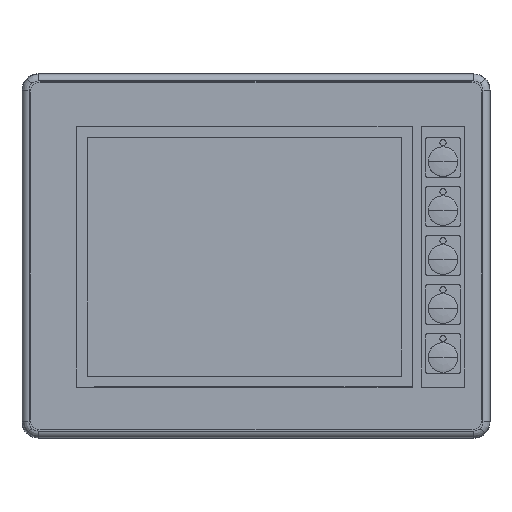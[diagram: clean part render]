
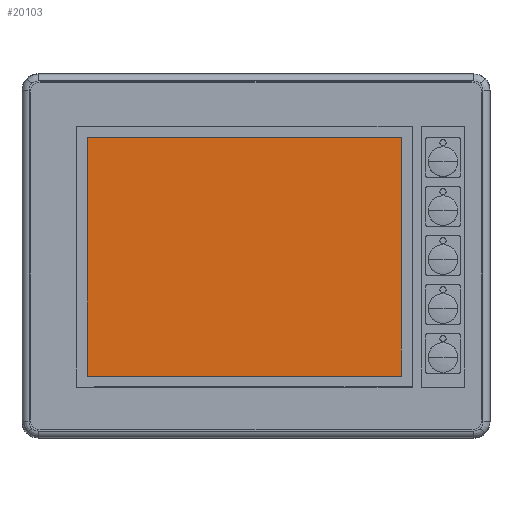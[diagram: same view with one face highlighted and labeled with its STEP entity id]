
A CAD part, top view. The second image highlights one B-rep face of the part: STEP entity #20103.
In plain terms, the highlighted planar face has unit normal (0, 0, 1).
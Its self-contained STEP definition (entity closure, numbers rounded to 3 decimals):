
#7696 = DIRECTION ( 'NONE',  ( 1., 0.001, 0. ) ) ;
#7697 = VECTOR ( 'NONE', #7696, 1000. ) ;
#7698 = CARTESIAN_POINT ( 'NONE',  ( -62.775, -44.723, 6. ) ) ;
#7699 = LINE ( 'NONE', #7698, #7697 ) ;
#7701 = CARTESIAN_POINT ( 'NONE',  ( 54.025, -44.652, 6. ) ) ;
#7702 = CARTESIAN_POINT ( 'NONE',  ( -62.775, -44.723, 6. ) ) ;
#7706 = CARTESIAN_POINT ( 'NONE',  ( -62.775, 44.075, 6. ) ) ;
#7720 = DIRECTION ( 'NONE',  ( 0., -1., 0. ) ) ;
#7721 = VECTOR ( 'NONE', #7720, 1000. ) ;
#7722 = CARTESIAN_POINT ( 'NONE',  ( -62.775, 44.075, 6. ) ) ;
#7723 = DIRECTION ( 'NONE',  ( 1., 0., 0. ) ) ;
#7724 = DIRECTION ( 'NONE',  ( 0., 0., 1. ) ) ;
#7725 = LINE ( 'NONE', #7722, #7721 ) ;
#7726 = CARTESIAN_POINT ( 'NONE',  ( -80., 60.7, 6. ) ) ;
#7727 = AXIS2_PLACEMENT_3D ( 'NONE', #7726, #7724, #7723 ) ;
#7728 = FACE_OUTER_BOUND ( 'NONE', #20169, .T. ) ;
#7732 = PLANE ( 'NONE',  #7727 ) ;
#7741 = CARTESIAN_POINT ( 'NONE',  ( 54.025, 44.075, 6. ) ) ;
#7742 = DIRECTION ( 'NONE',  ( 0., 1., 0. ) ) ;
#7743 = VECTOR ( 'NONE', #7742, 1000. ) ;
#7744 = CARTESIAN_POINT ( 'NONE',  ( 54.025, -44.652, 6. ) ) ;
#7745 = LINE ( 'NONE', #7744, #7743 ) ;
#7767 = DIRECTION ( 'NONE',  ( -1., 0., 0. ) ) ;
#7768 = VECTOR ( 'NONE', #7767, 1000. ) ;
#7769 = CARTESIAN_POINT ( 'NONE',  ( 54.025, 44.075, 6. ) ) ;
#7770 = LINE ( 'NONE', #7769, #7768 ) ;
#20063 = VERTEX_POINT ( 'NONE', #7702 ) ;
#20064 = VERTEX_POINT ( 'NONE', #7701 ) ;
#20069 = EDGE_CURVE ( 'NONE', #20063, #20064, #7699, .T. ) ;
#20103 = ADVANCED_FACE ( 'NONE', ( #7728 ), #7732, .T. ) ;
#20105 = EDGE_CURVE ( 'NONE', #20114, #20063, #7725, .T. ) ;
#20114 = VERTEX_POINT ( 'NONE', #7706 ) ;
#20115 = EDGE_CURVE ( 'NONE', #20130, #20114, #7770, .T. ) ;
#20129 = EDGE_CURVE ( 'NONE', #20064, #20130, #7745, .T. ) ;
#20130 = VERTEX_POINT ( 'NONE', #7741 ) ;
#20153 = ORIENTED_EDGE ( 'NONE', *, *, #20069, .T. ) ;
#20154 = ORIENTED_EDGE ( 'NONE', *, *, #20115, .T. ) ;
#20161 = ORIENTED_EDGE ( 'NONE', *, *, #20105, .T. ) ;
#20167 = ORIENTED_EDGE ( 'NONE', *, *, #20129, .T. ) ;
#20169 = EDGE_LOOP ( 'NONE', ( #20161, #20153, #20167, #20154 ) ) ;
